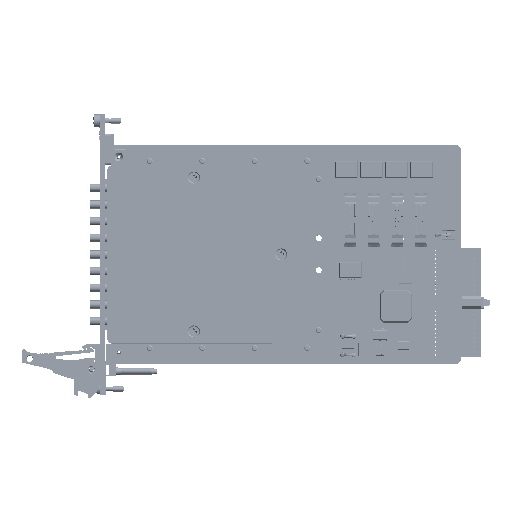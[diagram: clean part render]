
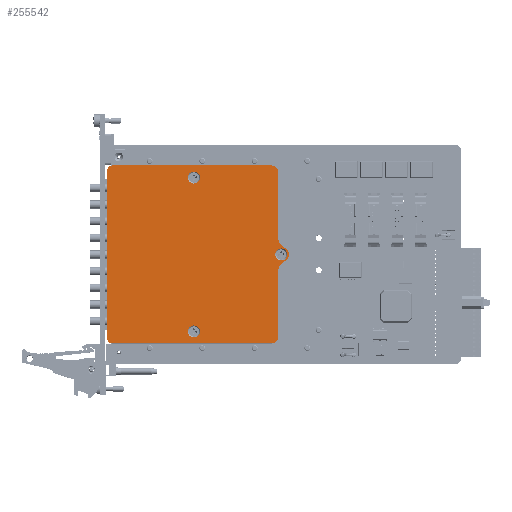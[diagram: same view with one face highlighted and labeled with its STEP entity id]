
A CAD part, top view. The second image highlights one B-rep face of the part: STEP entity #255542.
In plain terms, the highlighted planar face has unit normal (0, 0, 1).
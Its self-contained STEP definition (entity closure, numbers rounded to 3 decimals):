
#18856 = DIRECTION ( 'NONE',  ( -1., 0., 0. ) ) ;
#18884 = CARTESIAN_POINT ( 'NONE',  ( -10.797, 49.942, 59.227 ) ) ;
#18911 = CARTESIAN_POINT ( 'NONE',  ( -101.497, 47.942, 59.227 ) ) ;
#18915 = DIRECTION ( 'NONE',  ( 0., 0., 1. ) ) ;
#18918 = DIRECTION ( 'NONE',  ( -1., 0., 0. ) ) ;
#18966 = CARTESIAN_POINT ( 'NONE',  ( -25.283, 49.942, 59.227 ) ) ;
#18978 = DIRECTION ( 'NONE',  ( 0., -1., 0. ) ) ;
#19014 = CARTESIAN_POINT ( 'NONE',  ( -20.283, 16.894, 59.227 ) ) ;
#19018 = DIRECTION ( 'NONE',  ( 0., 0., 1. ) ) ;
#19021 = DIRECTION ( 'NONE',  ( -1., 0., 0. ) ) ;
#19056 = CARTESIAN_POINT ( 'NONE',  ( -23.975, 9.238, 59.227 ) ) ;
#19061 = DIRECTION ( 'NONE',  ( 0., 0., -1. ) ) ;
#19066 = DIRECTION ( 'NONE',  ( 1., 0., 0. ) ) ;
#19103 = CARTESIAN_POINT ( 'NONE',  ( -20.283, 1.582, 59.227 ) ) ;
#19106 = DIRECTION ( 'NONE',  ( 0., 0., 1. ) ) ;
#19110 = DIRECTION ( 'NONE',  ( 1., 0., 0. ) ) ;
#19177 = CARTESIAN_POINT ( 'NONE',  ( -101.497, -29.458, 59.227 ) ) ;
#19180 = DIRECTION ( 'NONE',  ( 0., 0., 1. ) ) ;
#19185 = DIRECTION ( 'NONE',  ( 1., 0., 0. ) ) ;
#19222 = CARTESIAN_POINT ( 'NONE',  ( -101.497, -31.458, 59.227 ) ) ;
#19236 = CARTESIAN_POINT ( 'NONE',  ( -28.283, -28.458, 59.227 ) ) ;
#19238 = DIRECTION ( 'NONE',  ( 0., 0., 1. ) ) ;
#19242 = DIRECTION ( 'NONE',  ( -1., 0., 0. ) ) ;
#19262 = DIRECTION ( 'NONE',  ( 1., 0., 0. ) ) ;
#19319 = CARTESIAN_POINT ( 'NONE',  ( -23.967, 9.242, 59.227 ) ) ;
#19323 = DIRECTION ( 'NONE',  ( 0., 0., 1. ) ) ;
#19327 = DIRECTION ( 'NONE',  ( 1., 0., 0. ) ) ;
#19371 = CARTESIAN_POINT ( 'NONE',  ( -63.894, 44.436, 59.227 ) ) ;
#19374 = DIRECTION ( 'NONE',  ( 0., 0., 1. ) ) ;
#19379 = DIRECTION ( 'NONE',  ( 1., 0., 0. ) ) ;
#19427 = CARTESIAN_POINT ( 'NONE',  ( -63.894, -25.959, 59.227 ) ) ;
#19432 = DIRECTION ( 'NONE',  ( 0., 0., 1. ) ) ;
#19437 = DIRECTION ( 'NONE',  ( 1., 0., 0. ) ) ;
#19446 = CARTESIAN_POINT ( 'NONE',  ( -25.283, 1.582, 59.227 ) ) ;
#19453 = DIRECTION ( 'NONE',  ( 0., -1., 0. ) ) ;
#19468 = CARTESIAN_POINT ( 'NONE',  ( -103.497, 47.942, 59.227 ) ) ;
#19480 = CARTESIAN_POINT ( 'NONE',  ( -28.283, 46.942, 59.227 ) ) ;
#19484 = DIRECTION ( 'NONE',  ( 0., 0., 1. ) ) ;
#19487 = DIRECTION ( 'NONE',  ( -1., 0., 0. ) ) ;
#19495 = DIRECTION ( 'NONE',  ( 0., -1., 0. ) ) ;
#77054 = ORIENTED_EDGE ( 'NONE', *, *, #167069, .F. ) ;
#77060 = ORIENTED_EDGE ( 'NONE', *, *, #167060, .F. ) ;
#77063 = ORIENTED_EDGE ( 'NONE', *, *, #167051, .F. ) ;
#77065 = ORIENTED_EDGE ( 'NONE', *, *, #167038, .T. ) ;
#77068 = ORIENTED_EDGE ( 'NONE', *, *, #167026, .T. ) ;
#77071 = ORIENTED_EDGE ( 'NONE', *, *, #167075, .F. ) ;
#77077 = ORIENTED_EDGE ( 'NONE', *, *, #166989, .F. ) ;
#113186 = PLANE ( 'NONE',  #229206 ) ;
#113201 = CARTESIAN_POINT ( 'NONE',  ( -101.497, 47.942, 59.227 ) ) ;
#113204 = DIRECTION ( 'NONE',  ( 0., 0., -1. ) ) ;
#113206 = DIRECTION ( 'NONE',  ( -1., 0., 0. ) ) ;
#115360 = FACE_OUTER_BOUND ( 'NONE', #153515, .T. ) ;
#115364 = FACE_BOUND ( 'NONE', #153008, .T. ) ;
#115368 = FACE_BOUND ( 'NONE', #154479, .T. ) ;
#115382 = FACE_BOUND ( 'NONE', #152161, .T. ) ;
#115602 = CARTESIAN_POINT ( 'NONE',  ( -28.283, 49.942, 59.227 ) ) ;
#115608 = CARTESIAN_POINT ( 'NONE',  ( -103.497, 47.942, 59.227 ) ) ;
#115614 = CARTESIAN_POINT ( 'NONE',  ( -101.497, 49.942, 59.227 ) ) ;
#115617 = CARTESIAN_POINT ( 'NONE',  ( -22.455, 12.39, 59.227 ) ) ;
#115623 = CARTESIAN_POINT ( 'NONE',  ( -25.283, 1.582, 59.227 ) ) ;
#115628 = CARTESIAN_POINT ( 'NONE',  ( -22.455, 6.085, 59.227 ) ) ;
#115630 = CARTESIAN_POINT ( 'NONE',  ( -25.283, 46.942, 59.227 ) ) ;
#115632 = CARTESIAN_POINT ( 'NONE',  ( -25.283, 16.894, 59.227 ) ) ;
#115649 = CARTESIAN_POINT ( 'NONE',  ( -101.497, -31.458, 59.227 ) ) ;
#115651 = CARTESIAN_POINT ( 'NONE',  ( -103.497, -29.458, 59.227 ) ) ;
#115653 = CARTESIAN_POINT ( 'NONE',  ( -25.283, -28.458, 59.227 ) ) ;
#115659 = CARTESIAN_POINT ( 'NONE',  ( -28.283, -31.458, 59.227 ) ) ;
#152161 = EDGE_LOOP ( 'NONE', ( #77060 ) ) ;
#153008 = EDGE_LOOP ( 'NONE', ( #77054 ) ) ;
#153515 = EDGE_LOOP ( 'NONE', ( #77065, #77068, #77071, #77077, #193784, #193787, #193793, #193798, #193804, #193808, #193813, #193817 ) ) ;
#154479 = EDGE_LOOP ( 'NONE', ( #77063 ) ) ;
#164294 = CIRCLE ( 'NONE', #248003, 2. ) ;
#164304 = LINE ( 'NONE', #18884, #164310 ) ;
#164310 = VECTOR ( 'NONE', #18856, 1000. ) ;
#164322 = LINE ( 'NONE', #18966, #164327 ) ;
#164326 = CIRCLE ( 'NONE', #248005, 5. ) ;
#164327 = VECTOR ( 'NONE', #18978, 1000. ) ;
#164336 = CIRCLE ( 'NONE', #248010, 3.5 ) ;
#164340 = CIRCLE ( 'NONE', #248014, 5. ) ;
#164355 = CIRCLE ( 'NONE', #248020, 2. ) ;
#164363 = CIRCLE ( 'NONE', #248024, 3. ) ;
#164369 = LINE ( 'NONE', #19222, #164379 ) ;
#164378 = CIRCLE ( 'NONE', #248031, 2.75 ) ;
#164379 = VECTOR ( 'NONE', #19262, 1000. ) ;
#164386 = CIRCLE ( 'NONE', #248037, 2.75 ) ;
#164393 = CIRCLE ( 'NONE', #248041, 2.75 ) ;
#164403 = LINE ( 'NONE', #19446, #164408 ) ;
#164408 = VECTOR ( 'NONE', #19453, 1000. ) ;
#164410 = CIRCLE ( 'NONE', #248043, 3. ) ;
#164413 = LINE ( 'NONE', #19468, #164420 ) ;
#164420 = VECTOR ( 'NONE', #19495, 1000. ) ;
#166927 = EDGE_CURVE ( 'NONE', #245041, #245036, #164294, .T. ) ;
#166936 = EDGE_CURVE ( 'NONE', #245028, #245041, #164304, .T. ) ;
#166956 = EDGE_CURVE ( 'NONE', #245060, #245062, #164322, .T. ) ;
#166965 = EDGE_CURVE ( 'NONE', #245062, #245044, #164326, .T. ) ;
#166976 = EDGE_CURVE ( 'NONE', #245044, #245056, #164336, .T. ) ;
#166989 = EDGE_CURVE ( 'NONE', #245056, #245048, #164340, .T. ) ;
#167009 = EDGE_CURVE ( 'NONE', #245083, #245081, #164355, .T. ) ;
#167026 = EDGE_CURVE ( 'NONE', #245096, #245087, #164363, .T. ) ;
#167038 = EDGE_CURVE ( 'NONE', #245081, #245096, #164369, .T. ) ;
#167051 = EDGE_CURVE ( 'NONE', #238389, #238389, #164378, .T. ) ;
#167060 = EDGE_CURVE ( 'NONE', #238391, #238391, #164386, .T. ) ;
#167069 = EDGE_CURVE ( 'NONE', #238395, #238395, #164393, .T. ) ;
#167075 = EDGE_CURVE ( 'NONE', #245048, #245087, #164403, .T. ) ;
#167080 = EDGE_CURVE ( 'NONE', #245060, #245028, #164410, .T. ) ;
#167086 = EDGE_CURVE ( 'NONE', #245036, #245083, #164413, .T. ) ;
#193784 = ORIENTED_EDGE ( 'NONE', *, *, #166976, .F. ) ;
#193787 = ORIENTED_EDGE ( 'NONE', *, *, #166965, .F. ) ;
#193793 = ORIENTED_EDGE ( 'NONE', *, *, #166956, .F. ) ;
#193798 = ORIENTED_EDGE ( 'NONE', *, *, #167080, .T. ) ;
#193804 = ORIENTED_EDGE ( 'NONE', *, *, #166936, .T. ) ;
#193808 = ORIENTED_EDGE ( 'NONE', *, *, #166927, .T. ) ;
#193813 = ORIENTED_EDGE ( 'NONE', *, *, #167086, .T. ) ;
#193817 = ORIENTED_EDGE ( 'NONE', *, *, #167009, .T. ) ;
#229206 = AXIS2_PLACEMENT_3D ( 'NONE', #113201, #113204, #113206 ) ;
#233565 = CARTESIAN_POINT ( 'NONE',  ( -21.217, 9.242, 59.227 ) ) ;
#233567 = CARTESIAN_POINT ( 'NONE',  ( -61.144, 44.436, 59.227 ) ) ;
#233569 = CARTESIAN_POINT ( 'NONE',  ( -61.144, -25.959, 59.227 ) ) ;
#238389 = VERTEX_POINT ( 'NONE', #233565 ) ;
#238391 = VERTEX_POINT ( 'NONE', #233567 ) ;
#238395 = VERTEX_POINT ( 'NONE', #233569 ) ;
#245028 = VERTEX_POINT ( 'NONE', #115602 ) ;
#245036 = VERTEX_POINT ( 'NONE', #115608 ) ;
#245041 = VERTEX_POINT ( 'NONE', #115614 ) ;
#245044 = VERTEX_POINT ( 'NONE', #115617 ) ;
#245048 = VERTEX_POINT ( 'NONE', #115623 ) ;
#245056 = VERTEX_POINT ( 'NONE', #115628 ) ;
#245060 = VERTEX_POINT ( 'NONE', #115630 ) ;
#245062 = VERTEX_POINT ( 'NONE', #115632 ) ;
#245081 = VERTEX_POINT ( 'NONE', #115649 ) ;
#245083 = VERTEX_POINT ( 'NONE', #115651 ) ;
#245087 = VERTEX_POINT ( 'NONE', #115653 ) ;
#245096 = VERTEX_POINT ( 'NONE', #115659 ) ;
#248003 = AXIS2_PLACEMENT_3D ( 'NONE', #18911, #18915, #18918 ) ;
#248005 = AXIS2_PLACEMENT_3D ( 'NONE', #19014, #19018, #19021 ) ;
#248010 = AXIS2_PLACEMENT_3D ( 'NONE', #19056, #19061, #19066 ) ;
#248014 = AXIS2_PLACEMENT_3D ( 'NONE', #19103, #19106, #19110 ) ;
#248020 = AXIS2_PLACEMENT_3D ( 'NONE', #19177, #19180, #19185 ) ;
#248024 = AXIS2_PLACEMENT_3D ( 'NONE', #19236, #19238, #19242 ) ;
#248031 = AXIS2_PLACEMENT_3D ( 'NONE', #19319, #19323, #19327 ) ;
#248037 = AXIS2_PLACEMENT_3D ( 'NONE', #19371, #19374, #19379 ) ;
#248041 = AXIS2_PLACEMENT_3D ( 'NONE', #19427, #19432, #19437 ) ;
#248043 = AXIS2_PLACEMENT_3D ( 'NONE', #19480, #19484, #19487 ) ;
#255542 = ADVANCED_FACE ( 'NONE', ( #115364, #115382, #115368, #115360 ), #113186, .F. ) ;
